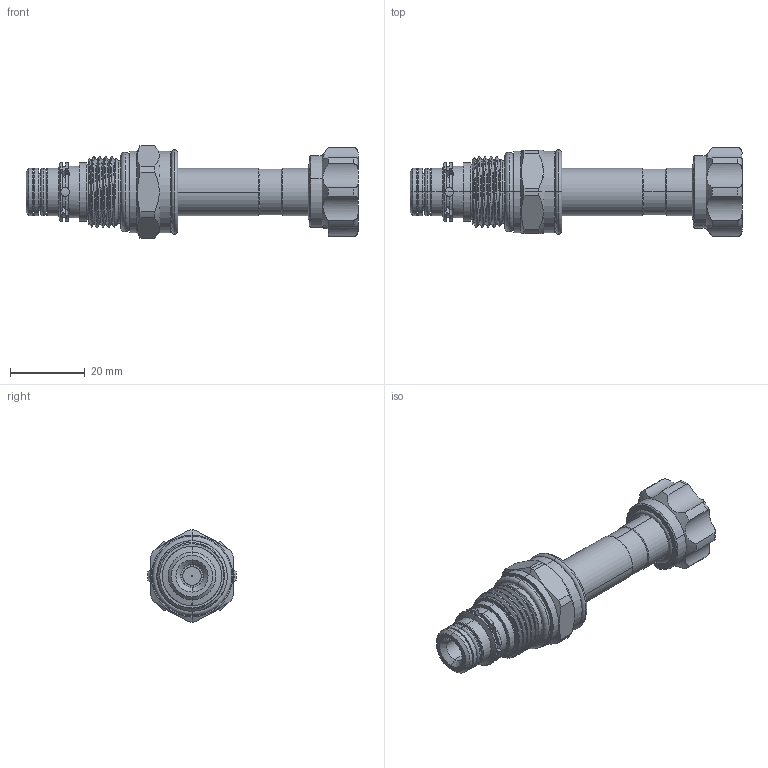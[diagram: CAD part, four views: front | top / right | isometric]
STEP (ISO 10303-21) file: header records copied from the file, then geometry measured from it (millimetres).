
FILE_DESCRIPTION (( 'STEP AP203' ), '1' );
FILE_NAME ('PEP08W2A-N0220.STEP', '2016-07-25T05:13:11', ( '' ), ( '' ), 'SwSTEP 2.0', 'SolidWorks 2012', '' );
FILE_SCHEMA (( 'CONFIG_CONTROL_DESIGN' ));
Length unit declared in the file: millimetre
Products named in the file (1): PEP08W2A-N0220
Bounding box: 88.85 x 23.79 x 24.65 mm (x, y, z)
Volume: 18601.8 mm3; surface area: 9282.5 mm2
Topology: 7 solids, 9 shells, 312 faces, 799 edges, 504 vertices
Faces by surface type: cylinder 152, plane 69, cone 46, torus 36, bspline 9
Entity records: 14111 total; most frequent: CARTESIAN_POINT 6721, ORIENTED_EDGE 1592, DIRECTION 1502, EDGE_CURVE 796, AXIS2_PLACEMENT_3D 621, VERTEX_POINT 504, EDGE_LOOP 330, CIRCLE 317
